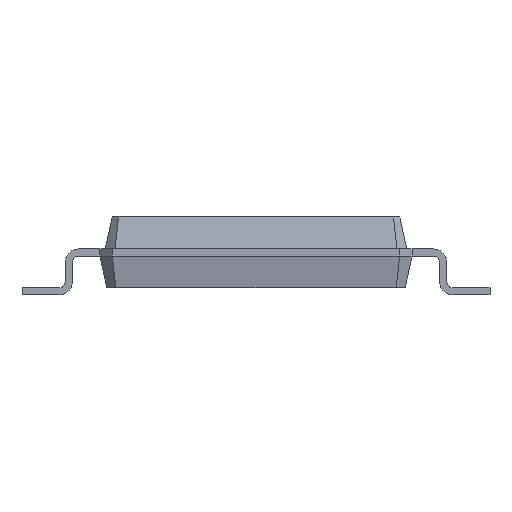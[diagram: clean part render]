
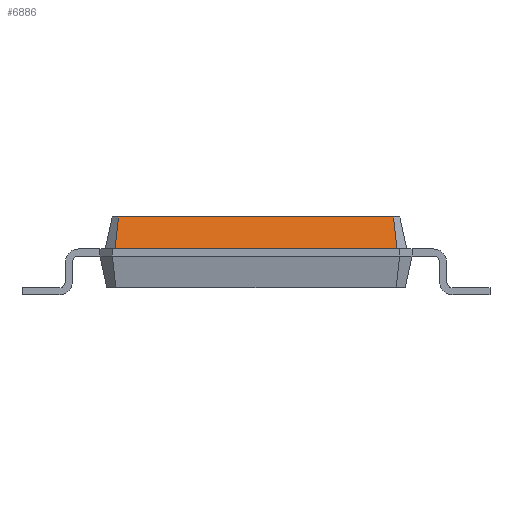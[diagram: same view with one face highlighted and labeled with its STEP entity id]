
A CAD part, front view. The second image highlights one B-rep face of the part: STEP entity #6886.
In plain terms, the highlighted free-form (B-spline) face has degree [1, 1] with [2, 2] control points.
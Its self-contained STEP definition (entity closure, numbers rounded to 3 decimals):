
#2509 = B_SPLINE_SURFACE_WITH_KNOTS('',1,1,(
(#2510,#2511)
,(#2512,#2513
)),.UNSPECIFIED.,.F.,.F.,.F.,(2,2),(2,2),(0.,0.194),(0.,1.)
,.PIECEWISE_BEZIER_KNOTS.);
#2510 = CARTESIAN_POINT('',(2.125,-1.288,0.65));
#2511 = CARTESIAN_POINT('',(2.029,-1.24,1.1));
#2512 = CARTESIAN_POINT('',(1.988,-1.425,0.65));
#2513 = CARTESIAN_POINT('',(1.94,-1.329,1.1));
#2536 = PLANE('',#2537);
#2537 = AXIS2_PLACEMENT_3D('',#2538,#2539,#2540);
#2538 = CARTESIAN_POINT('',(-1.94,1.329,1.1));
#2539 = DIRECTION('',(0.,-0.,-1.));
#2540 = DIRECTION('',(0.839,-0.543,0.));
#5116 = VERTEX_POINT('',#5117);
#5117 = CARTESIAN_POINT('',(1.988,-1.425,0.65));
#5137 = EDGE_CURVE('',#5116,#5138,#5140,.T.);
#5138 = VERTEX_POINT('',#5139);
#5139 = CARTESIAN_POINT('',(1.94,-1.329,1.1));
#5140 = SURFACE_CURVE('',#5141,(#5144,#5151),.PCURVE_S1.);
#5141 = B_SPLINE_CURVE_WITH_KNOTS('',1,(#5142,#5143),.UNSPECIFIED.,.F.,
.F.,(2,2),(0.,1.),.PIECEWISE_BEZIER_KNOTS.);
#5142 = CARTESIAN_POINT('',(1.988,-1.425,0.65));
#5143 = CARTESIAN_POINT('',(1.94,-1.329,1.1));
#5144 = PCURVE('',#2509,#5145);
#5145 = DEFINITIONAL_REPRESENTATION('',(#5146),#5150);
#5146 = LINE('',#5147,#5148);
#5147 = CARTESIAN_POINT('',(0.194,0.));
#5148 = VECTOR('',#5149,1.);
#5149 = DIRECTION('',(0.,1.));
#5150 = ( GEOMETRIC_REPRESENTATION_CONTEXT(2)
PARAMETRIC_REPRESENTATION_CONTEXT() REPRESENTATION_CONTEXT('2D SPACE',''
) );
#5151 = PCURVE('',#5152,#5157);
#5152 = B_SPLINE_SURFACE_WITH_KNOTS('',1,1,(
(#5153,#5154)
,(#5155,#5156
)),.UNSPECIFIED.,.F.,.F.,.F.,(2,2),(2,2),(0.,3.975),(0.,1.),
.PIECEWISE_BEZIER_KNOTS.);
#5153 = CARTESIAN_POINT('',(1.988,-1.425,0.65));
#5154 = CARTESIAN_POINT('',(1.94,-1.329,1.1));
#5155 = CARTESIAN_POINT('',(-1.988,-1.425,0.65));
#5156 = CARTESIAN_POINT('',(-1.94,-1.329,1.1));
#5157 = DEFINITIONAL_REPRESENTATION('',(#5158),#5162);
#5158 = LINE('',#5159,#5160);
#5159 = CARTESIAN_POINT('',(0.,0.));
#5160 = VECTOR('',#5161,1.);
#5161 = DIRECTION('',(0.,1.));
#5162 = ( GEOMETRIC_REPRESENTATION_CONTEXT(2)
PARAMETRIC_REPRESENTATION_CONTEXT() REPRESENTATION_CONTEXT('2D SPACE',''
) );
#5239 = EDGE_CURVE('',#5138,#5240,#5242,.T.);
#5240 = VERTEX_POINT('',#5241);
#5241 = CARTESIAN_POINT('',(-1.94,-1.329,1.1));
#5242 = SURFACE_CURVE('',#5243,(#5247,#5254),.PCURVE_S1.);
#5243 = LINE('',#5244,#5245);
#5244 = CARTESIAN_POINT('',(1.94,-1.329,1.1));
#5245 = VECTOR('',#5246,1.);
#5246 = DIRECTION('',(-1.,0.,0.));
#5247 = PCURVE('',#2536,#5248);
#5248 = DEFINITIONAL_REPRESENTATION('',(#5249),#5253);
#5249 = LINE('',#5250,#5251);
#5250 = CARTESIAN_POINT('',(4.701,0.124));
#5251 = VECTOR('',#5252,1.);
#5252 = DIRECTION('',(-0.839,0.543));
#5253 = ( GEOMETRIC_REPRESENTATION_CONTEXT(2)
PARAMETRIC_REPRESENTATION_CONTEXT() REPRESENTATION_CONTEXT('2D SPACE',''
) );
#5254 = PCURVE('',#5152,#5255);
#5255 = DEFINITIONAL_REPRESENTATION('',(#5256),#5259);
#5256 = B_SPLINE_CURVE_WITH_KNOTS('',1,(#5257,#5258),.UNSPECIFIED.,.F.,
.F.,(2,2),(0.,3.879),.PIECEWISE_BEZIER_KNOTS.);
#5257 = CARTESIAN_POINT('',(0.,1.));
#5258 = CARTESIAN_POINT('',(3.975,1.));
#5259 = ( GEOMETRIC_REPRESENTATION_CONTEXT(2)
PARAMETRIC_REPRESENTATION_CONTEXT() REPRESENTATION_CONTEXT('2D SPACE',''
) );
#5277 = B_SPLINE_SURFACE_WITH_KNOTS('',1,1,(
(#5278,#5279)
,(#5280,#5281
)),.UNSPECIFIED.,.F.,.F.,.F.,(2,2),(2,2),(0.,0.194),(0.,1.)
,.PIECEWISE_BEZIER_KNOTS.);
#5278 = CARTESIAN_POINT('',(-1.988,-1.425,0.65));
#5279 = CARTESIAN_POINT('',(-1.94,-1.329,1.1));
#5280 = CARTESIAN_POINT('',(-2.125,-1.288,0.65));
#5281 = CARTESIAN_POINT('',(-2.029,-1.24,1.1));
#5635 = B_SPLINE_SURFACE_WITH_KNOTS('',1,1,(
(#5636,#5637)
,(#5638,#5639
)),.UNSPECIFIED.,.F.,.F.,.F.,(2,2),(2,2),(0.,4.05),(0.,1.),
.PIECEWISE_BEZIER_KNOTS.);
#5636 = CARTESIAN_POINT('',(2.025,-1.5,0.65));
#5637 = CARTESIAN_POINT('',(1.988,-1.425,0.65));
#5638 = CARTESIAN_POINT('',(-2.025,-1.5,0.65));
#5639 = CARTESIAN_POINT('',(-1.988,-1.425,0.65));
#6886 = ADVANCED_FACE('',(#6887),#5152,.F.);
#6887 = FACE_BOUND('',#6888,.F.);
#6888 = EDGE_LOOP('',(#6889,#6911,#6931,#6932));
#6889 = ORIENTED_EDGE('',*,*,#6890,.T.);
#6890 = EDGE_CURVE('',#5116,#6891,#6893,.T.);
#6891 = VERTEX_POINT('',#6892);
#6892 = CARTESIAN_POINT('',(-1.988,-1.425,0.65));
#6893 = SURFACE_CURVE('',#6894,(#6898,#6905),.PCURVE_S1.);
#6894 = LINE('',#6895,#6896);
#6895 = CARTESIAN_POINT('',(1.988,-1.425,0.65));
#6896 = VECTOR('',#6897,1.);
#6897 = DIRECTION('',(-1.,0.,0.));
#6898 = PCURVE('',#5152,#6899);
#6899 = DEFINITIONAL_REPRESENTATION('',(#6900),#6904);
#6900 = LINE('',#6901,#6902);
#6901 = CARTESIAN_POINT('',(0.,0.));
#6902 = VECTOR('',#6903,1.);
#6903 = DIRECTION('',(1.,0.));
#6904 = ( GEOMETRIC_REPRESENTATION_CONTEXT(2)
PARAMETRIC_REPRESENTATION_CONTEXT() REPRESENTATION_CONTEXT('2D SPACE',''
) );
#6905 = PCURVE('',#5635,#6906);
#6906 = DEFINITIONAL_REPRESENTATION('',(#6907),#6910);
#6907 = B_SPLINE_CURVE_WITH_KNOTS('',1,(#6908,#6909),.UNSPECIFIED.,.F.,
.F.,(2,2),(0.,3.975),.PIECEWISE_BEZIER_KNOTS.);
#6908 = CARTESIAN_POINT('',(0.,1.));
#6909 = CARTESIAN_POINT('',(4.05,1.));
#6910 = ( GEOMETRIC_REPRESENTATION_CONTEXT(2)
PARAMETRIC_REPRESENTATION_CONTEXT() REPRESENTATION_CONTEXT('2D SPACE',''
) );
#6911 = ORIENTED_EDGE('',*,*,#6912,.T.);
#6912 = EDGE_CURVE('',#6891,#5240,#6913,.T.);
#6913 = SURFACE_CURVE('',#6914,(#6917,#6924),.PCURVE_S1.);
#6914 = B_SPLINE_CURVE_WITH_KNOTS('',1,(#6915,#6916),.UNSPECIFIED.,.F.,
.F.,(2,2),(0.,1.),.PIECEWISE_BEZIER_KNOTS.);
#6915 = CARTESIAN_POINT('',(-1.988,-1.425,0.65));
#6916 = CARTESIAN_POINT('',(-1.94,-1.329,1.1));
#6917 = PCURVE('',#5152,#6918);
#6918 = DEFINITIONAL_REPRESENTATION('',(#6919),#6923);
#6919 = LINE('',#6920,#6921);
#6920 = CARTESIAN_POINT('',(3.975,0.));
#6921 = VECTOR('',#6922,1.);
#6922 = DIRECTION('',(0.,1.));
#6923 = ( GEOMETRIC_REPRESENTATION_CONTEXT(2)
PARAMETRIC_REPRESENTATION_CONTEXT() REPRESENTATION_CONTEXT('2D SPACE',''
) );
#6924 = PCURVE('',#5277,#6925);
#6925 = DEFINITIONAL_REPRESENTATION('',(#6926),#6930);
#6926 = LINE('',#6927,#6928);
#6927 = CARTESIAN_POINT('',(0.,0.));
#6928 = VECTOR('',#6929,1.);
#6929 = DIRECTION('',(0.,1.));
#6930 = ( GEOMETRIC_REPRESENTATION_CONTEXT(2)
PARAMETRIC_REPRESENTATION_CONTEXT() REPRESENTATION_CONTEXT('2D SPACE',''
) );
#6931 = ORIENTED_EDGE('',*,*,#5239,.F.);
#6932 = ORIENTED_EDGE('',*,*,#5137,.F.);
